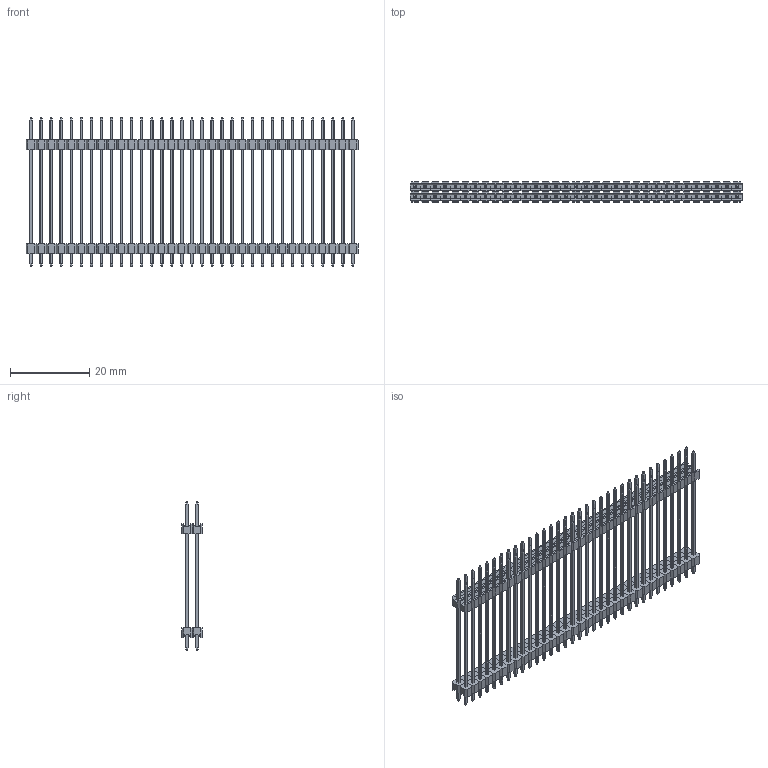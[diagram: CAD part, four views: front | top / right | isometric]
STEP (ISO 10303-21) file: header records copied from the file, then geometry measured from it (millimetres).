
FILE_DESCRIPTION(/* description */ (''),/* implementation_level */ '2;1');
FILE_NAME(/* name */ '2x33 Male Pim Header 37.80mm Pitch 2.54mm.stp',/* time_stamp */ '2019-10-22T08:33:47+02:00',/* author */ ('PCB-Tech'),/* organization */ (''),/* preprocessor_version */ 'ST-DEVELOPER v18',/* originating_system */ 'Autodesk Inventor 2020',/* authorisation */ '');
FILE_SCHEMA (('AUTOMOTIVE_DESIGN { 1 0 10303 214 3 1 1 }'));
Length unit declared in the file: millimetre
Products named in the file (5): 2x33 Male Pim Header 37.80mm Pitch 2.54mm; Male Pin 37.80mm; Insulator; Male Pin 37.80mm_MIR; Insulator_MIR
Assembly tree (198 placements, depth 2):
  2x33 Male Pim Header 37.80mm Pitch 2.54mm
    Male Pin 37.80mm  x33
    Insulator  x66
    Male Pin 37.80mm_MIR  x33
    Insulator_MIR  x66
Bounding box: 83.82 x 5.08 x 37.8 mm (x, y, z)
Volume: 2524.4 mm3; surface area: 11093.8 mm2
Topology: 198 solids, 198 shells, 5676 faces, 14256 edges, 8976 vertices
Faces by surface type: plane 5676
Entity records: 5426 total; most frequent: DIRECTION 974, CARTESIAN_POINT 835, ORIENTED_EDGE 624, AXIS2_PLACEMENT_3D 331, LINE 312, VECTOR 312, EDGE_CURVE 312, PRODUCT_DEFINITION_SHAPE 203
